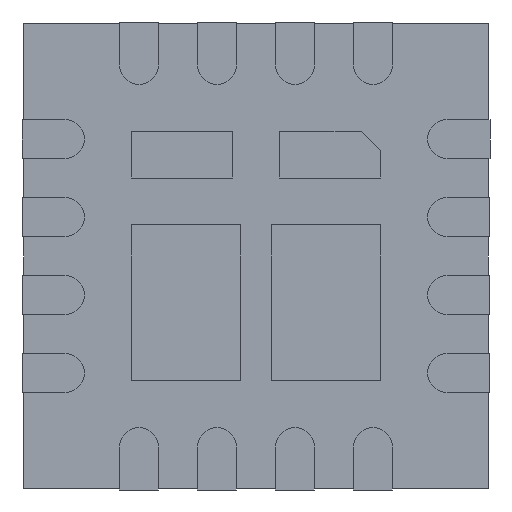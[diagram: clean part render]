
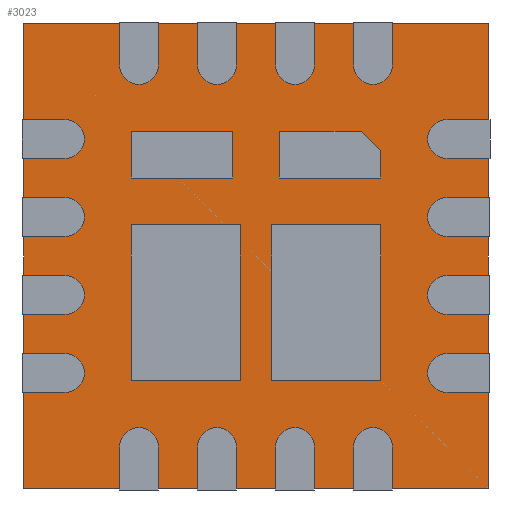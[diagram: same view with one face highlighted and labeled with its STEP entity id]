
A CAD part, front view. The second image highlights one B-rep face of the part: STEP entity #3023.
In plain terms, the highlighted planar face has unit normal (0, -1, 0).
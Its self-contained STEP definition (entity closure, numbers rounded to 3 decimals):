
#287 = VERTEX_POINT ( 'NONE', #1656 ) ;
#297 = CARTESIAN_POINT ( 'NONE',  ( -1.49, -0.23, -1.49 ) ) ;
#563 = LINE ( 'NONE', #2114, #2106 ) ;
#586 = VECTOR ( 'NONE', #2697, 1000. ) ;
#605 = VERTEX_POINT ( 'NONE', #1961 ) ;
#673 = EDGE_CURVE ( 'NONE', #287, #2389, #3557, .T. ) ;
#691 = ORIENTED_EDGE ( 'NONE', *, *, #3779, .T. ) ;
#907 = DIRECTION ( 'NONE',  ( 0., 0., -1. ) ) ;
#978 = CARTESIAN_POINT ( 'NONE',  ( 0., -0.23, 0. ) ) ;
#1337 = DIRECTION ( 'NONE',  ( 0., 0., -1. ) ) ;
#1656 = CARTESIAN_POINT ( 'NONE',  ( -1.49, -0.23, 1.49 ) ) ;
#1837 = VECTOR ( 'NONE', #1884, 1000. ) ;
#1883 = EDGE_CURVE ( 'NONE', #605, #3816, #3479, .T. ) ;
#1884 = DIRECTION ( 'NONE',  ( 0., 0., 1. ) ) ;
#1924 = DIRECTION ( 'NONE',  ( 0., -1., 0. ) ) ;
#1961 = CARTESIAN_POINT ( 'NONE',  ( 1.49, -0.23, -1.49 ) ) ;
#2075 = ORIENTED_EDGE ( 'NONE', *, *, #2506, .T. ) ;
#2106 = VECTOR ( 'NONE', #3390, 1000. ) ;
#2114 = CARTESIAN_POINT ( 'NONE',  ( 1.49, -0.23, 1.49 ) ) ;
#2166 = CARTESIAN_POINT ( 'NONE',  ( 1.49, -0.23, -1.49 ) ) ;
#2387 = VECTOR ( 'NONE', #1337, 1000. ) ;
#2389 = VERTEX_POINT ( 'NONE', #297 ) ;
#2430 = CARTESIAN_POINT ( 'NONE',  ( -1.49, -0.23, -1.49 ) ) ;
#2506 = EDGE_CURVE ( 'NONE', #2389, #605, #3322, .T. ) ;
#2634 = EDGE_LOOP ( 'NONE', ( #2075, #3162, #691, #3867 ) ) ;
#2697 = DIRECTION ( 'NONE',  ( 1., 0., 0. ) ) ;
#2951 = CARTESIAN_POINT ( 'NONE',  ( -1.49, -0.23, 1.49 ) ) ;
#3023 = ADVANCED_FACE ( 'NONE', ( #3535 ), #3569, .T. ) ;
#3162 = ORIENTED_EDGE ( 'NONE', *, *, #1883, .T. ) ;
#3322 = LINE ( 'NONE', #2430, #586 ) ;
#3390 = DIRECTION ( 'NONE',  ( -1., 0., 0. ) ) ;
#3479 = LINE ( 'NONE', #2166, #1837 ) ;
#3535 = FACE_OUTER_BOUND ( 'NONE', #2634, .T. ) ;
#3557 = LINE ( 'NONE', #2951, #2387 ) ;
#3569 = PLANE ( 'NONE',  #3868 ) ;
#3779 = EDGE_CURVE ( 'NONE', #3816, #287, #563, .T. ) ;
#3816 = VERTEX_POINT ( 'NONE', #4160 ) ;
#3867 = ORIENTED_EDGE ( 'NONE', *, *, #673, .T. ) ;
#3868 = AXIS2_PLACEMENT_3D ( 'NONE', #978, #1924, #907 ) ;
#4160 = CARTESIAN_POINT ( 'NONE',  ( 1.49, -0.23, 1.49 ) ) ;
